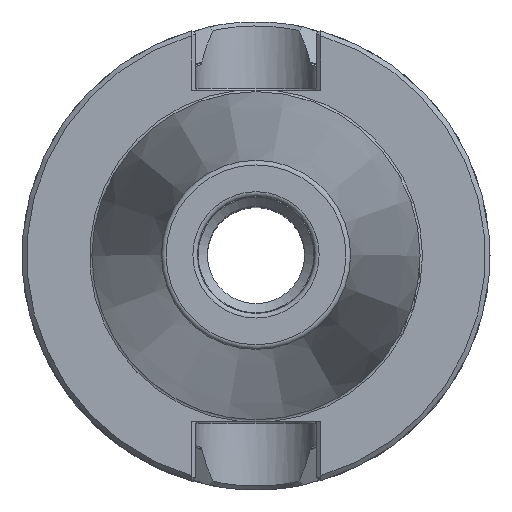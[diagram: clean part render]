
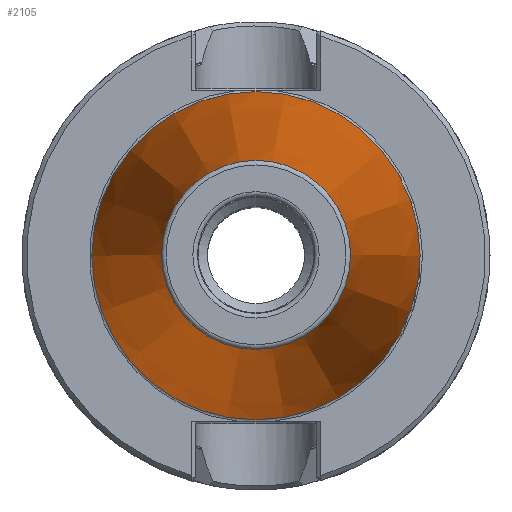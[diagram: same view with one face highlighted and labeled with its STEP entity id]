
A CAD part, top view. The second image highlights one B-rep face of the part: STEP entity #2105.
In plain terms, the highlighted conical face has half-angle 8.297 degrees and reference radius 20.204 mm.
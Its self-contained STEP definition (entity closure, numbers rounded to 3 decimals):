
#184=CONICAL_SURFACE('',#2259,20.204,0.145);
#339=ORIENTED_EDGE('',*,*,#663,.T.);
#340=ORIENTED_EDGE('',*,*,#662,.F.);
#662=EDGE_CURVE('',#846,#846,#982,.T.);
#663=EDGE_CURVE('',#847,#847,#983,.T.);
#846=VERTEX_POINT('',#2920);
#847=VERTEX_POINT('',#2923);
#982=CIRCLE('',#2258,20.204);
#983=CIRCLE('',#2260,35.065);
#1109=EDGE_LOOP('',(#339));
#1110=EDGE_LOOP('',(#340));
#1263=FACE_BOUND('',#1109,.T.);
#1264=FACE_BOUND('',#1110,.T.);
#2105=ADVANCED_FACE('',(#1263,#1264),#184,.T.);
#2258=AXIS2_PLACEMENT_3D('',#2919,#2538,#2539);
#2259=AXIS2_PLACEMENT_3D('',#2921,#2540,#2541);
#2260=AXIS2_PLACEMENT_3D('',#2922,#2542,#2543);
#2538=DIRECTION('',(0.,0.,1.));
#2539=DIRECTION('',(1.,0.,0.));
#2540=DIRECTION('',(0.,0.,-1.));
#2541=DIRECTION('',(-1.,0.,0.));
#2542=DIRECTION('',(0.,0.,1.));
#2543=DIRECTION('',(1.,0.,0.));
#2919=CARTESIAN_POINT('',(0.,0.,100.944));
#2920=CARTESIAN_POINT('',(20.204,0.,100.944));
#2921=CARTESIAN_POINT('',(0.,0.,100.944));
#2922=CARTESIAN_POINT('',(0.,0.,-0.963));
#2923=CARTESIAN_POINT('',(35.065,0.,-0.963));
